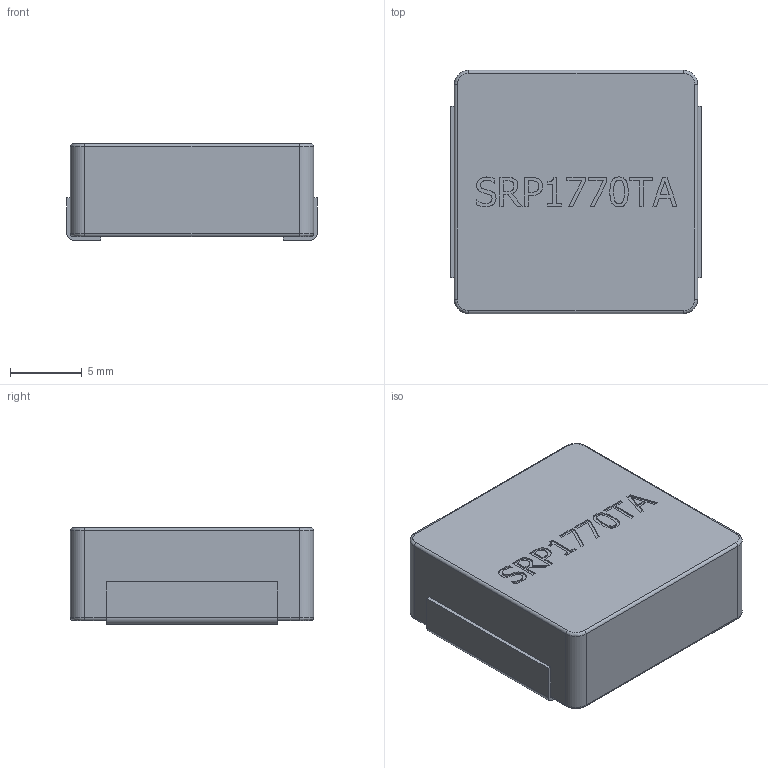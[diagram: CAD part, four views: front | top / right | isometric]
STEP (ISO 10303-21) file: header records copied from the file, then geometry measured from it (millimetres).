
FILE_DESCRIPTION (( 'STEP AP214' ), '1' );
FILE_NAME ('C3CF9665-8118-4B9F-9908-4A599DC78CDC.STEP', '2023-04-07T11:20:09', ( '' ), ( '' ), 'SwSTEP 2.0', 'SolidWorks 2022', '' );
FILE_SCHEMA (( 'AUTOMOTIVE_DESIGN' ));
Length unit declared in the file: millimetre
Products named in the file (1): C3CF9665-8118-4B9F-9908-4A599DC78CDC
Bounding box: 17.4 x 16.9 x 6.7 mm (x, y, z)
Volume: 1863.8 mm3; surface area: 1016.9 mm2
Topology: 1 solids, 1 shells, 165 faces, 434 edges, 284 vertices
Faces by surface type: plane 97, bspline 52, cylinder 16
Entity records: 6897 total; most frequent: CARTESIAN_POINT 1652, ORIENTED_EDGE 868, DIRECTION 598, EDGE_CURVE 434, VECTOR 306, LINE 306, VERTEX_POINT 284, EDGE_LOOP 178
